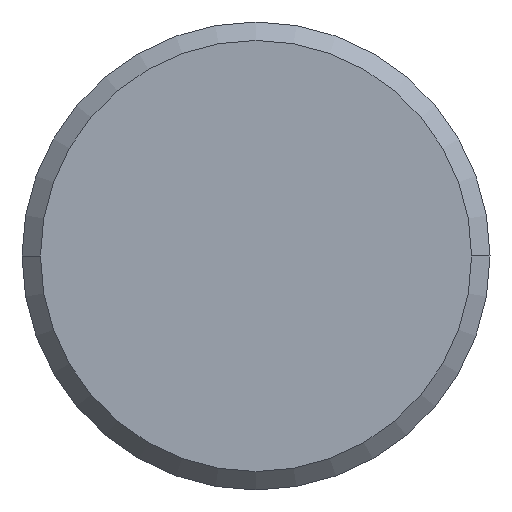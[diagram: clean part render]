
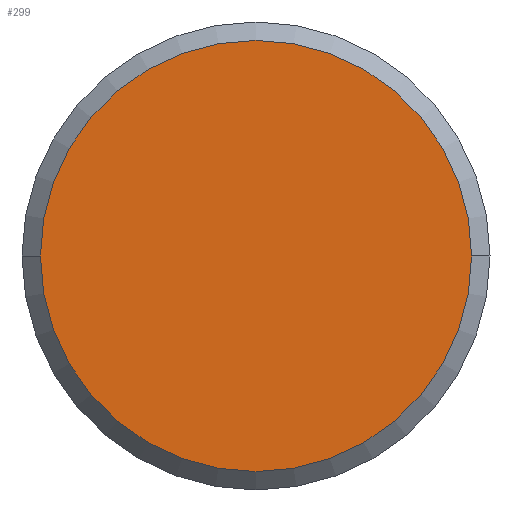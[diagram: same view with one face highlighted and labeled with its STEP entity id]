
A CAD part, left-side view. The second image highlights one B-rep face of the part: STEP entity #299.
In plain terms, the highlighted planar face has unit normal (-1, 0, 0).
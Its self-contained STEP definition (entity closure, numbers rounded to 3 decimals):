
#23 = AXIS2_PLACEMENT_3D ( 'NONE', #367, #407, #197 ) ;
#97 = EDGE_CURVE ( 'NONE', #165, #307, #210, .T. ) ;
#102 = CARTESIAN_POINT ( 'NONE',  ( -50.8, -5.85, 0. ) ) ;
#155 = CARTESIAN_POINT ( 'NONE',  ( -50.8, 0., 0. ) ) ;
#165 = VERTEX_POINT ( 'NONE', #102 ) ;
#179 = DIRECTION ( 'NONE',  ( 1., 0., 0. ) ) ;
#190 = DIRECTION ( 'NONE',  ( 0., 1., 0. ) ) ;
#197 = DIRECTION ( 'NONE',  ( 0., -1., 0. ) ) ;
#210 = CIRCLE ( 'NONE', #467, 5.85 ) ;
#245 = ORIENTED_EDGE ( 'NONE', *, *, #426, .F. ) ;
#246 = AXIS2_PLACEMENT_3D ( 'NONE', #155, #403, #190 ) ;
#256 = EDGE_LOOP ( 'NONE', ( #245, #275 ) ) ;
#264 = FACE_OUTER_BOUND ( 'NONE', #256, .T. ) ;
#275 = ORIENTED_EDGE ( 'NONE', *, *, #97, .F. ) ;
#299 = ADVANCED_FACE ( 'NONE', ( #264 ), #334, .T. ) ;
#307 = VERTEX_POINT ( 'NONE', #336 ) ;
#308 = CIRCLE ( 'NONE', #246, 5.85 ) ;
#334 = PLANE ( 'NONE',  #23 ) ;
#336 = CARTESIAN_POINT ( 'NONE',  ( -50.8, 5.85, 0. ) ) ;
#367 = CARTESIAN_POINT ( 'NONE',  ( -50.8, 0., 0. ) ) ;
#385 = CARTESIAN_POINT ( 'NONE',  ( -50.8, 0., 0. ) ) ;
#403 = DIRECTION ( 'NONE',  ( 1., 0., 0. ) ) ;
#407 = DIRECTION ( 'NONE',  ( -1., 0., 0. ) ) ;
#426 = EDGE_CURVE ( 'NONE', #307, #165, #308, .T. ) ;
#429 = DIRECTION ( 'NONE',  ( 0., 1., 0. ) ) ;
#467 = AXIS2_PLACEMENT_3D ( 'NONE', #385, #179, #429 ) ;
